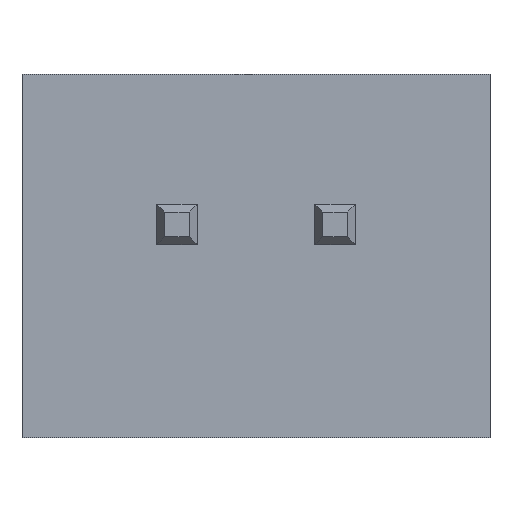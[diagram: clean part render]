
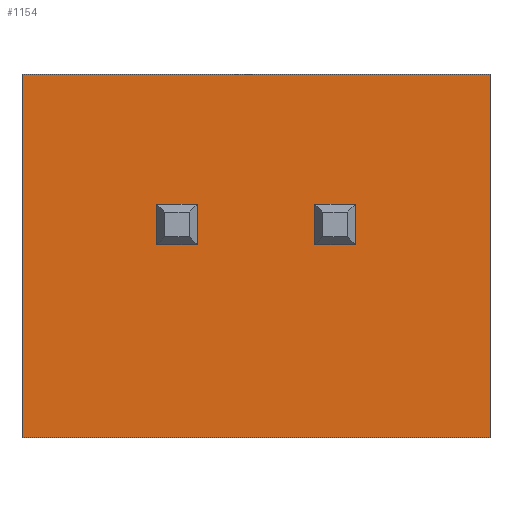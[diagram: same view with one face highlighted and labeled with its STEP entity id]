
A CAD part, front view. The second image highlights one B-rep face of the part: STEP entity #1154.
In plain terms, the highlighted planar face has unit normal (0, -1, 0).
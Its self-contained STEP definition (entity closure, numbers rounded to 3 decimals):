
#6 = EDGE_CURVE ( 'NONE', #1172, #564, #1356, .T. ) ;
#68 = EDGE_LOOP ( 'NONE', ( #437, #1675, #701, #321 ) ) ;
#87 = VECTOR ( 'NONE', #856, 1000. ) ;
#111 = EDGE_CURVE ( 'NONE', #1294, #564, #127, .T. ) ;
#117 = VERTEX_POINT ( 'NONE', #526 ) ;
#127 = LINE ( 'NONE', #652, #1022 ) ;
#147 = FACE_OUTER_BOUND ( 'NONE', #68, .T. ) ;
#215 = CARTESIAN_POINT ( 'NONE',  ( -3.7, 0., -2.875 ) ) ;
#318 = DIRECTION ( 'NONE',  ( 0., 0., 1. ) ) ;
#321 = ORIENTED_EDGE ( 'NONE', *, *, #111, .T. ) ;
#401 = PLANE ( 'NONE',  #435 ) ;
#435 = AXIS2_PLACEMENT_3D ( 'NONE', #1616, #1207, #687 ) ;
#437 = ORIENTED_EDGE ( 'NONE', *, *, #6, .F. ) ;
#526 = CARTESIAN_POINT ( 'NONE',  ( -3.7, 0., -2.875 ) ) ;
#535 = CARTESIAN_POINT ( 'NONE',  ( -3.7, 0., 2.875 ) ) ;
#564 = VERTEX_POINT ( 'NONE', #1656 ) ;
#584 = CARTESIAN_POINT ( 'NONE',  ( 3.7, 0., -2.875 ) ) ;
#652 = CARTESIAN_POINT ( 'NONE',  ( 3.7, 0., -2.875 ) ) ;
#687 = DIRECTION ( 'NONE',  ( 0., 0., -1. ) ) ;
#701 = ORIENTED_EDGE ( 'NONE', *, *, #1030, .T. ) ;
#785 = EDGE_CURVE ( 'NONE', #117, #1172, #974, .T. ) ;
#856 = DIRECTION ( 'NONE',  ( 1., 0., 0. ) ) ;
#974 = LINE ( 'NONE', #215, #994 ) ;
#987 = CARTESIAN_POINT ( 'NONE',  ( -3.7, 0., 2.875 ) ) ;
#994 = VECTOR ( 'NONE', #318, 1000. ) ;
#1022 = VECTOR ( 'NONE', #1190, 1000. ) ;
#1030 = EDGE_CURVE ( 'NONE', #117, #1294, #1625, .T. ) ;
#1154 = ADVANCED_FACE ( 'NONE', ( #147 ), #401, .T. ) ;
#1172 = VERTEX_POINT ( 'NONE', #535 ) ;
#1190 = DIRECTION ( 'NONE',  ( 0., 0., 1. ) ) ;
#1207 = DIRECTION ( 'NONE',  ( 0., -1., 0. ) ) ;
#1294 = VERTEX_POINT ( 'NONE', #584 ) ;
#1316 = VECTOR ( 'NONE', #1521, 1000. ) ;
#1354 = CARTESIAN_POINT ( 'NONE',  ( -3.7, 0., -2.875 ) ) ;
#1356 = LINE ( 'NONE', #987, #1316 ) ;
#1521 = DIRECTION ( 'NONE',  ( 1., 0., 0. ) ) ;
#1616 = CARTESIAN_POINT ( 'NONE',  ( -3.7, 0., -2.875 ) ) ;
#1625 = LINE ( 'NONE', #1354, #87 ) ;
#1656 = CARTESIAN_POINT ( 'NONE',  ( 3.7, 0., 2.875 ) ) ;
#1675 = ORIENTED_EDGE ( 'NONE', *, *, #785, .F. ) ;
